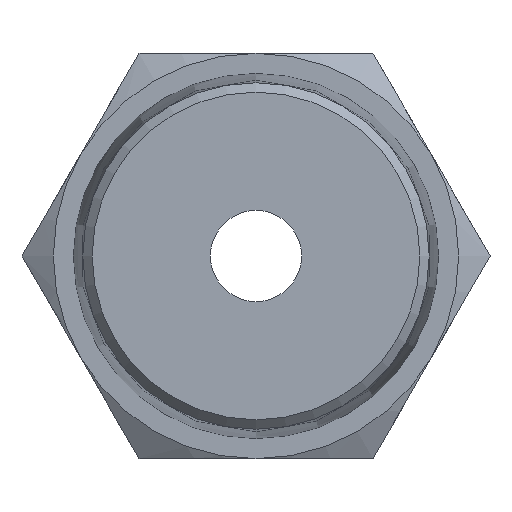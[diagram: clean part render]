
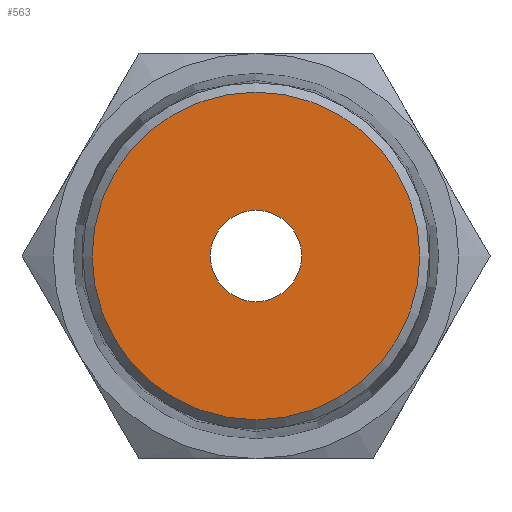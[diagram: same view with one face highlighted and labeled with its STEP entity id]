
A CAD part, front view. The second image highlights one B-rep face of the part: STEP entity #563.
In plain terms, the highlighted planar face has unit normal (0, -1, 0).
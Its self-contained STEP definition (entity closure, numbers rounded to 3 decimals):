
#43=FACE_BOUND('',#156,.T.);
#56=PLANE('',#661);
#116=FACE_OUTER_BOUND('',#155,.T.);
#155=EDGE_LOOP('',(#518,#519));
#156=EDGE_LOOP('',(#520,#521));
#185=CIRCLE('',#586,1.25);
#186=CIRCLE('',#587,1.25);
#198=CIRCLE('',#602,4.49);
#199=CIRCLE('',#603,4.49);
#229=VERTEX_POINT('',#836);
#230=VERTEX_POINT('',#837);
#241=VERTEX_POINT('',#866);
#242=VERTEX_POINT('',#868);
#283=EDGE_CURVE('',#229,#230,#185,.T.);
#284=EDGE_CURVE('',#230,#229,#186,.T.);
#299=EDGE_CURVE('',#242,#241,#198,.T.);
#300=EDGE_CURVE('',#241,#242,#199,.T.);
#518=ORIENTED_EDGE('',*,*,#299,.T.);
#519=ORIENTED_EDGE('',*,*,#300,.T.);
#520=ORIENTED_EDGE('',*,*,#283,.T.);
#521=ORIENTED_EDGE('',*,*,#284,.T.);
#563=ADVANCED_FACE('',(#116,#43),#56,.T.);
#586=AXIS2_PLACEMENT_3D('',#838,#667,#668);
#587=AXIS2_PLACEMENT_3D('',#839,#669,#670);
#602=AXIS2_PLACEMENT_3D('',#869,#702,#703);
#603=AXIS2_PLACEMENT_3D('',#870,#704,#705);
#661=AXIS2_PLACEMENT_3D('',#1050,#830,#831);
#667=DIRECTION('center_axis',(0.,1.,0.));
#668=DIRECTION('ref_axis',(0.,0.,1.));
#669=DIRECTION('center_axis',(0.,1.,0.));
#670=DIRECTION('ref_axis',(0.,0.,1.));
#702=DIRECTION('center_axis',(0.,-1.,0.));
#703=DIRECTION('ref_axis',(0.,0.,-1.));
#704=DIRECTION('center_axis',(0.,-1.,0.));
#705=DIRECTION('ref_axis',(0.,0.,-1.));
#830=DIRECTION('center_axis',(0.,-1.,0.));
#831=DIRECTION('ref_axis',(0.,0.,-1.));
#836=CARTESIAN_POINT('',(0.,-22.,1.25));
#837=CARTESIAN_POINT('',(0.,-22.,-1.25));
#838=CARTESIAN_POINT('Origin',(0.,-22.,0.));
#839=CARTESIAN_POINT('Origin',(0.,-22.,0.));
#866=CARTESIAN_POINT('',(0.,-22.,-4.49));
#868=CARTESIAN_POINT('',(0.,-22.,4.49));
#869=CARTESIAN_POINT('Origin',(0.,-22.,0.));
#870=CARTESIAN_POINT('Origin',(0.,-22.,0.));
#1050=CARTESIAN_POINT('Origin',(-4.74,-22.,0.));
